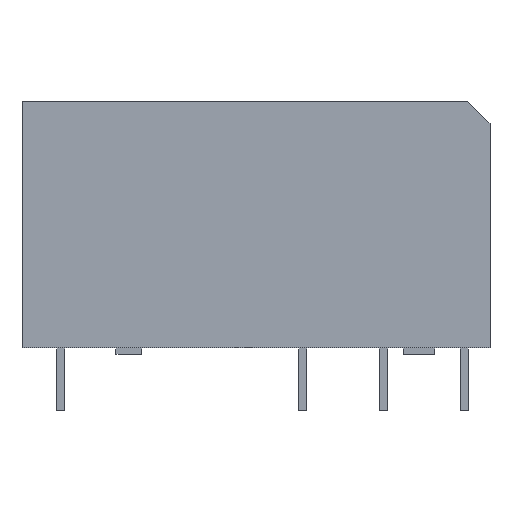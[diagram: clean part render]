
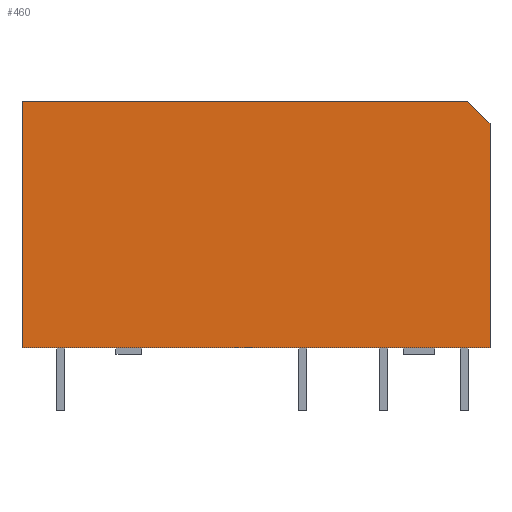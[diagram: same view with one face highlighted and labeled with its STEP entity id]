
A CAD part, front view. The second image highlights one B-rep face of the part: STEP entity #460.
In plain terms, the highlighted planar face has unit normal (0, -1, 0).
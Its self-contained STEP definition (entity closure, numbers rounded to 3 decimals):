
#24 = VERTEX_POINT('',#25);
#25 = CARTESIAN_POINT('',(-2.4,-2.6,0.4));
#31 = EDGE_CURVE('',#24,#32,#34,.T.);
#32 = VERTEX_POINT('',#33);
#33 = CARTESIAN_POINT('',(26.6,-2.6,0.4));
#34 = LINE('',#35,#36);
#35 = CARTESIAN_POINT('',(-2.4,-2.6,0.4));
#36 = VECTOR('',#37,1.);
#37 = DIRECTION('',(1.,0.,0.));
#402 = EDGE_CURVE('',#403,#24,#405,.T.);
#403 = VERTEX_POINT('',#404);
#404 = CARTESIAN_POINT('',(-2.4,-2.6,15.7));
#405 = LINE('',#406,#407);
#406 = CARTESIAN_POINT('',(-2.4,-2.6,15.7));
#407 = VECTOR('',#408,1.);
#408 = DIRECTION('',(0.,0.,-1.));
#460 = ADVANCED_FACE('',(#461),#487,.F.);
#461 = FACE_BOUND('',#462,.T.);
#462 = EDGE_LOOP('',(#463,#471,#479,#485,#486));
#463 = ORIENTED_EDGE('',*,*,#464,.F.);
#464 = EDGE_CURVE('',#465,#32,#467,.T.);
#465 = VERTEX_POINT('',#466);
#466 = CARTESIAN_POINT('',(26.6,-2.6,14.3));
#467 = LINE('',#468,#469);
#468 = CARTESIAN_POINT('',(26.6,-2.6,15.7));
#469 = VECTOR('',#470,1.);
#470 = DIRECTION('',(0.,0.,-1.));
#471 = ORIENTED_EDGE('',*,*,#472,.T.);
#472 = EDGE_CURVE('',#465,#473,#475,.T.);
#473 = VERTEX_POINT('',#474);
#474 = CARTESIAN_POINT('',(25.2,-2.6,15.7));
#475 = LINE('',#476,#477);
#476 = CARTESIAN_POINT('',(25.2,-2.6,15.7));
#477 = VECTOR('',#478,1.);
#478 = DIRECTION('',(-0.707,0.,0.707)
  );
#479 = ORIENTED_EDGE('',*,*,#480,.F.);
#480 = EDGE_CURVE('',#403,#473,#481,.T.);
#481 = LINE('',#482,#483);
#482 = CARTESIAN_POINT('',(-2.4,-2.6,15.7));
#483 = VECTOR('',#484,1.);
#484 = DIRECTION('',(1.,0.,0.));
#485 = ORIENTED_EDGE('',*,*,#402,.T.);
#486 = ORIENTED_EDGE('',*,*,#31,.T.);
#487 = PLANE('',#488);
#488 = AXIS2_PLACEMENT_3D('',#489,#490,#491);
#489 = CARTESIAN_POINT('',(-2.4,-2.6,15.7));
#490 = DIRECTION('',(0.,1.,0.));
#491 = DIRECTION('',(-1.,0.,0.));
